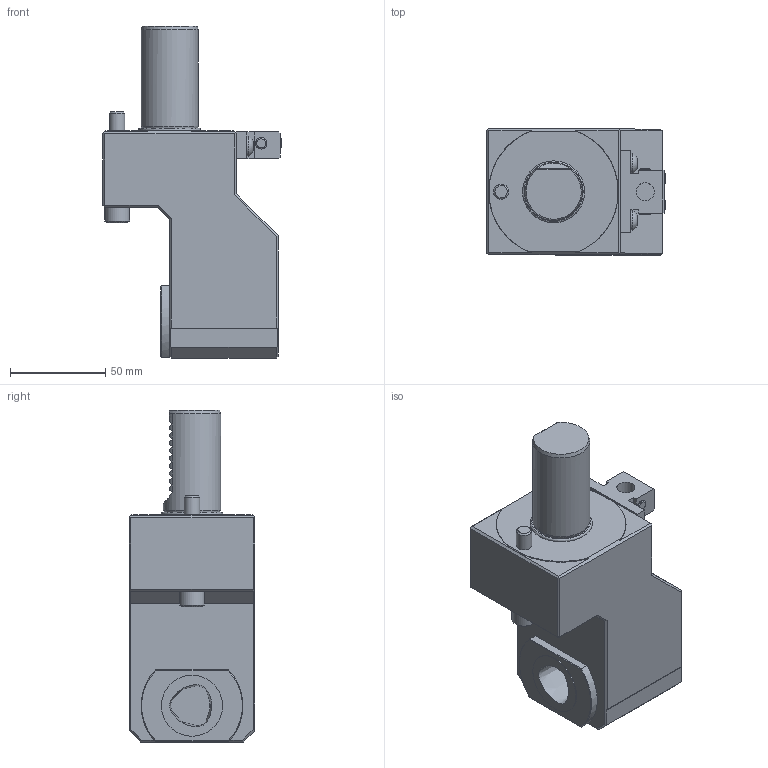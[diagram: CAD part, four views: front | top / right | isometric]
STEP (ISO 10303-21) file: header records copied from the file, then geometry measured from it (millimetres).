
FILE_DESCRIPTION(/* description */ (''),/* implementation_level */ '2;1');
FILE_NAME(/* name */ '1618413831212.stp',/* time_stamp */ '2021-04-14T17:23:58+02:00',/* author */ (''),/* organization */ ('SMS'),/* preprocessor_version */ 'ST-DEVELOPER v16.7',/* originating_system */ 'SIEMENS PLM Software NX 12.0',/* authorisation */ '');
FILE_SCHEMA (('AUTOMOTIVE_DESIGN { 1 0 10303 214 3 1 1 1 }'));
Length unit declared in the file: millimetre
Products named in the file (1): 203474740mod000_00
Bounding box: 93.5 x 66 x 174 mm (x, y, z)
Volume: 523096.8 mm3; surface area: 50586.7 mm2
Topology: 1 solids, 1 shells, 160 faces, 387 edges, 246 vertices
Faces by surface type: plane 117, cylinder 28, cone 11, sphere 2, bspline 1, torus 1
Full cylindrical faces by diameter (mm): 2 x1, 6 x4, 8 x1, 9.5 x1, 10.5 x2, 13 x1, 30 x1, 32 x1
Entity records: 4520 total; most frequent: CARTESIAN_POINT 971, DIRECTION 733, ORIENTED_EDGE 686, EDGE_CURVE 343, AXIS2_PLACEMENT_3D 256, VERTEX_POINT 233, LINE 221, VECTOR 221
